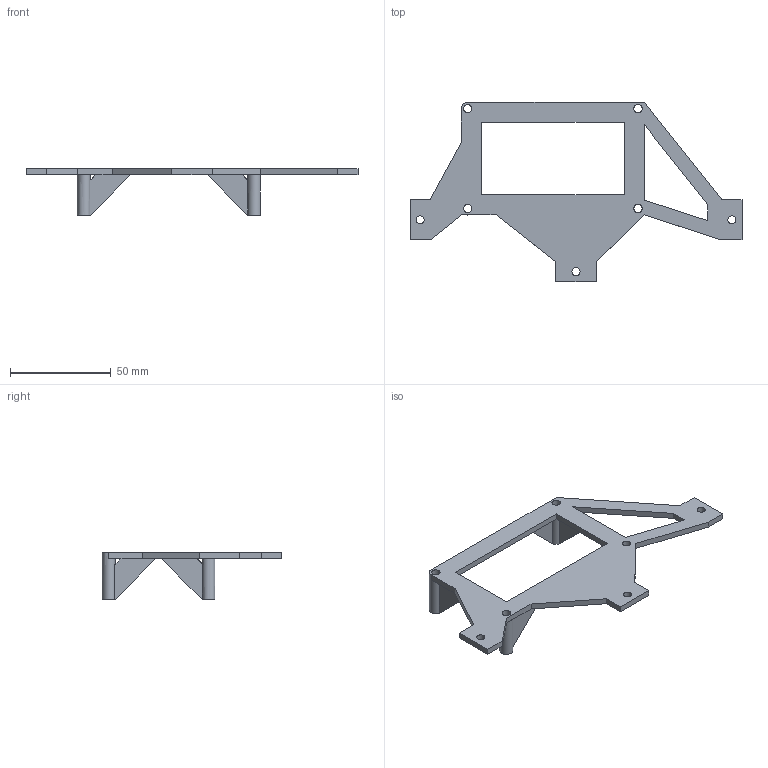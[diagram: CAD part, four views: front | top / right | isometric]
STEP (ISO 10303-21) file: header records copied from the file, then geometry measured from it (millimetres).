
FILE_DESCRIPTION(/* description */ (''),/* implementation_level */ '2;1');
FILE_NAME(/* name */ 'OrangePI.step',/* time_stamp */ '2022-12-27T16:27:37+08:00',/* author */ (''),/* organization */ (''),/* preprocessor_version */ 'ST-DEVELOPER v19.2',/* originating_system */ 'Autodesk Translation Framework v11.17.0.187',/* authorisation */ '');
FILE_SCHEMA (('AUTOMOTIVE_DESIGN { 1 0 10303 214 3 1 1 }'));
Length unit declared in the file: millimetre
Products named in the file (1): OrangePI
Bounding box: 165 x 89.2 x 23 mm (x, y, z)
Volume: 19940.2 mm3; surface area: 19148.8 mm2
Topology: 1 solids, 1 shells, 79 faces, 243 edges, 159 vertices
Faces by surface type: plane 68, cylinder 11
Full cylindrical faces by diameter (mm): 4 x3, 4.2 x4, 6.4 x4
Entity records: 2791 total; most frequent: ORIENTED_EDGE 486, CARTESIAN_POINT 482, DIRECTION 448, EDGE_CURVE 243, LINE 198, VECTOR 198, VERTEX_POINT 159, AXIS2_PLACEMENT_3D 125
